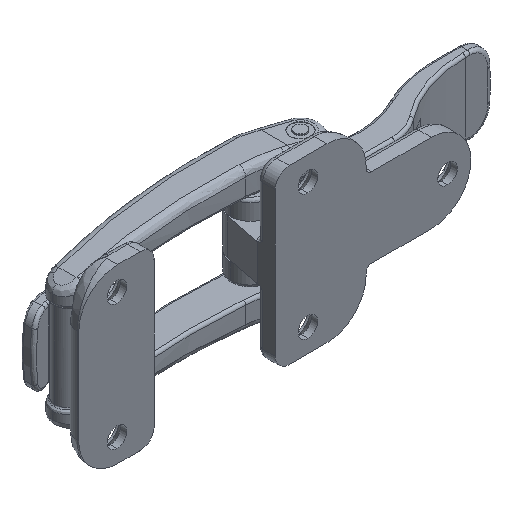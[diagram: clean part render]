
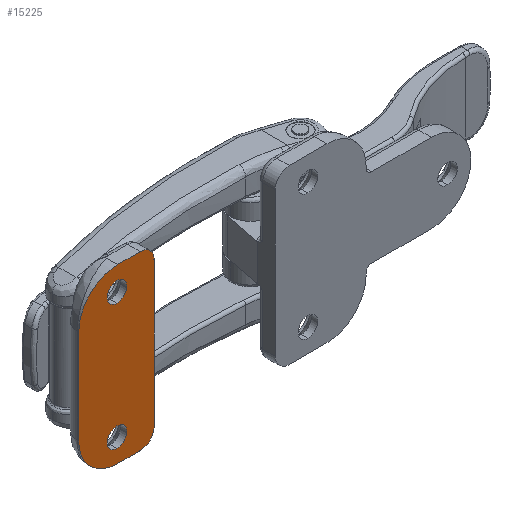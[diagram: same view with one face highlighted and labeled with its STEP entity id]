
A CAD part, isometric view. The second image highlights one B-rep face of the part: STEP entity #15225.
In plain terms, the highlighted planar face has unit normal (0, -1, 0).
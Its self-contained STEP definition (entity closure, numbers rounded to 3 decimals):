
#430 = ORIENTED_EDGE ( 'NONE', *, *, #6273, .T. ) ;
#431 = ORIENTED_EDGE ( 'NONE', *, *, #6274, .T. ) ;
#432 = ORIENTED_EDGE ( 'NONE', *, *, #6276, .T. ) ;
#433 = ORIENTED_EDGE ( 'NONE', *, *, #6234, .T. ) ;
#434 = ORIENTED_EDGE ( 'NONE', *, *, #6245, .T. ) ;
#435 = ORIENTED_EDGE ( 'NONE', *, *, #6277, .F. ) ;
#436 = ORIENTED_EDGE ( 'NONE', *, *, #6275, .T. ) ;
#437 = ORIENTED_EDGE ( 'NONE', *, *, #6278, .T. ) ;
#438 = ORIENTED_EDGE ( 'NONE', *, *, #6279, .F. ) ;
#439 = ORIENTED_EDGE ( 'NONE', *, *, #6280, .T. ) ;
#440 = ORIENTED_EDGE ( 'NONE', *, *, #6272, .T. ) ;
#441 = ORIENTED_EDGE ( 'NONE', *, *, #6281, .T. ) ;
#4451 = VERTEX_POINT ( 'NONE', #9660 ) ;
#4456 = VERTEX_POINT ( 'NONE', #9665 ) ;
#4464 = VERTEX_POINT ( 'NONE', #9673 ) ;
#4669 = VERTEX_POINT ( 'NONE', #9878 ) ;
#4671 = VERTEX_POINT ( 'NONE', #9880 ) ;
#4674 = VERTEX_POINT ( 'NONE', #9883 ) ;
#4676 = VERTEX_POINT ( 'NONE', #9885 ) ;
#4680 = VERTEX_POINT ( 'NONE', #9889 ) ;
#4682 = VERTEX_POINT ( 'NONE', #9891 ) ;
#4691 = VERTEX_POINT ( 'NONE', #9900 ) ;
#4700 = VERTEX_POINT ( 'NONE', #9909 ) ;
#4706 = VERTEX_POINT ( 'NONE', #9915 ) ;
#4810 = EDGE_LOOP ( 'NONE', ( #431, #434 ) ) ;
#4811 = EDGE_LOOP ( 'NONE', ( #432, #436, #435, #437, #438, #439, #440, #441 ) ) ;
#4866 = EDGE_LOOP ( 'NONE', ( #430, #433 ) ) ;
#6234 = EDGE_CURVE ( 'NONE', #4456, #4464, #14926, .T. ) ;
#6245 = EDGE_CURVE ( 'NONE', #4671, #4451, #14930, .T. ) ;
#6272 = EDGE_CURVE ( 'NONE', #4691, #4706, #14158, .T. ) ;
#6273 = EDGE_CURVE ( 'NONE', #4464, #4456, #14933, .T. ) ;
#6274 = EDGE_CURVE ( 'NONE', #4451, #4671, #14934, .T. ) ;
#6275 = EDGE_CURVE ( 'NONE', #4676, #4669, #14935, .T. ) ;
#6276 = EDGE_CURVE ( 'NONE', #4700, #4676, #14170, .T. ) ;
#6277 = EDGE_CURVE ( 'NONE', #4674, #4669, #14173, .T. ) ;
#6278 = EDGE_CURVE ( 'NONE', #4674, #4682, #14936, .T. ) ;
#6279 = EDGE_CURVE ( 'NONE', #4680, #4682, #14179, .T. ) ;
#6280 = EDGE_CURVE ( 'NONE', #4680, #4691, #14937, .T. ) ;
#6281 = EDGE_CURVE ( 'NONE', #4706, #4700, #14938, .T. ) ;
#9660 = CARTESIAN_POINT ( 'NONE',  ( 0., 0., 15.6 ) ) ;
#9665 = CARTESIAN_POINT ( 'NONE',  ( 0., 0., -11.4 ) ) ;
#9673 = CARTESIAN_POINT ( 'NONE',  ( 0., 0., -15.6 ) ) ;
#9878 = CARTESIAN_POINT ( 'NONE',  ( 8., 0., -15.5 ) ) ;
#9880 = CARTESIAN_POINT ( 'NONE',  ( 0., 0., 11.4 ) ) ;
#9883 = CARTESIAN_POINT ( 'NONE',  ( 8., 0., 15.5 ) ) ;
#9885 = CARTESIAN_POINT ( 'NONE',  ( 5., 0., -18.5 ) ) ;
#9889 = CARTESIAN_POINT ( 'NONE',  ( 0.2, 0., 18.5 ) ) ;
#9891 = CARTESIAN_POINT ( 'NONE',  ( 5., 0., 18.5 ) ) ;
#9900 = CARTESIAN_POINT ( 'NONE',  ( -8.2, 0., 10.1 ) ) ;
#9909 = CARTESIAN_POINT ( 'NONE',  ( 0.2, 0., -18.5 ) ) ;
#9915 = CARTESIAN_POINT ( 'NONE',  ( -8.2, 0., -10.1 ) ) ;
#12303 = PLANE ( 'NONE',  #16243 ) ;
#12304 = CARTESIAN_POINT ( 'NONE',  ( -8.2, 0., 18.5 ) ) ;
#12305 = DIRECTION ( 'NONE',  ( 0., 1., 0. ) ) ;
#12306 = DIRECTION ( 'NONE',  ( 0., 0., 1. ) ) ;
#14001 = CARTESIAN_POINT ( 'NONE',  ( 0., 0., -13.5 ) ) ;
#14008 = DIRECTION ( 'NONE',  ( 0., 1., 0. ) ) ;
#14009 = DIRECTION ( 'NONE',  ( 0., 0., 1. ) ) ;
#14039 = CARTESIAN_POINT ( 'NONE',  ( 0., 0., 13.5 ) ) ;
#14046 = DIRECTION ( 'NONE',  ( 0., 1., 0. ) ) ;
#14047 = DIRECTION ( 'NONE',  ( 0., 0., 1. ) ) ;
#14145 = CARTESIAN_POINT ( 'NONE',  ( 0., 0., -13.5 ) ) ;
#14158 = LINE ( 'NONE', #14159, #15671 ) ;
#14159 = CARTESIAN_POINT ( 'NONE',  ( -8.2, 0., 18.5 ) ) ;
#14160 = DIRECTION ( 'NONE',  ( 0., 0., -1. ) ) ;
#14161 = DIRECTION ( 'NONE',  ( 0., 1., 0. ) ) ;
#14162 = DIRECTION ( 'NONE',  ( 0., 0., 1. ) ) ;
#14163 = CARTESIAN_POINT ( 'NONE',  ( 0., 0., 13.5 ) ) ;
#14164 = DIRECTION ( 'NONE',  ( 0., 1., 0. ) ) ;
#14165 = DIRECTION ( 'NONE',  ( 0., 0., 1. ) ) ;
#14166 = CARTESIAN_POINT ( 'NONE',  ( 5., 0., -15.5 ) ) ;
#14167 = DIRECTION ( 'NONE',  ( 0., -1., 0. ) ) ;
#14168 = DIRECTION ( 'NONE',  ( 0., 0., 1. ) ) ;
#14169 = CARTESIAN_POINT ( 'NONE',  ( 5., 0., 15.5 ) ) ;
#14170 = LINE ( 'NONE', #14171, #15687 ) ;
#14171 = CARTESIAN_POINT ( 'NONE',  ( -8.2, 0., -18.5 ) ) ;
#14172 = DIRECTION ( 'NONE',  ( 1., 0., 0. ) ) ;
#14173 = LINE ( 'NONE', #14174, #15735 ) ;
#14174 = CARTESIAN_POINT ( 'NONE',  ( 8., 0., 18.5 ) ) ;
#14175 = DIRECTION ( 'NONE',  ( 0., 0., -1. ) ) ;
#14176 = DIRECTION ( 'NONE',  ( 0., -1., 0. ) ) ;
#14177 = DIRECTION ( 'NONE',  ( 0., 0., 1. ) ) ;
#14178 = CARTESIAN_POINT ( 'NONE',  ( 0.2, 0., 10.1 ) ) ;
#14179 = LINE ( 'NONE', #14180, #15742 ) ;
#14180 = CARTESIAN_POINT ( 'NONE',  ( -8.2, 0., 18.5 ) ) ;
#14181 = DIRECTION ( 'NONE',  ( 1., 0., 0. ) ) ;
#14182 = DIRECTION ( 'NONE',  ( 0., -1., 0. ) ) ;
#14183 = DIRECTION ( 'NONE',  ( 0., 0., 1. ) ) ;
#14184 = CARTESIAN_POINT ( 'NONE',  ( 0.2, 0., -10.1 ) ) ;
#14185 = DIRECTION ( 'NONE',  ( 0., -1., 0. ) ) ;
#14186 = DIRECTION ( 'NONE',  ( 0., 0., 1. ) ) ;
#14926 = CIRCLE ( 'NONE', #15640, 2.1 ) ;
#14930 = CIRCLE ( 'NONE', #15718, 2.1 ) ;
#14933 = CIRCLE ( 'NONE', #15750, 2.1 ) ;
#14934 = CIRCLE ( 'NONE', #15653, 2.1 ) ;
#14935 = CIRCLE ( 'NONE', #15686, 3. ) ;
#14936 = CIRCLE ( 'NONE', #15738, 3. ) ;
#14937 = CIRCLE ( 'NONE', #15757, 8.4 ) ;
#14938 = CIRCLE ( 'NONE', #15669, 8.4 ) ;
#15225 = ADVANCED_FACE ( 'NONE', ( #16233, #16239, #16241 ), #12303, .F. ) ;
#15640 = AXIS2_PLACEMENT_3D ( 'NONE', #14001, #14008, #14009 ) ;
#15653 = AXIS2_PLACEMENT_3D ( 'NONE', #14163, #14164, #14165 ) ;
#15669 = AXIS2_PLACEMENT_3D ( 'NONE', #14184, #14185, #14186 ) ;
#15671 = VECTOR ( 'NONE', #14160, 1000. ) ;
#15686 = AXIS2_PLACEMENT_3D ( 'NONE', #14166, #14167, #14168 ) ;
#15687 = VECTOR ( 'NONE', #14172, 1000. ) ;
#15718 = AXIS2_PLACEMENT_3D ( 'NONE', #14039, #14046, #14047 ) ;
#15735 = VECTOR ( 'NONE', #14175, 1000. ) ;
#15738 = AXIS2_PLACEMENT_3D ( 'NONE', #14169, #14176, #14177 ) ;
#15742 = VECTOR ( 'NONE', #14181, 1000. ) ;
#15750 = AXIS2_PLACEMENT_3D ( 'NONE', #14145, #14161, #14162 ) ;
#15757 = AXIS2_PLACEMENT_3D ( 'NONE', #14178, #14182, #14183 ) ;
#16233 = FACE_BOUND ( 'NONE', #4866, .T. ) ;
#16239 = FACE_BOUND ( 'NONE', #4810, .T. ) ;
#16241 = FACE_OUTER_BOUND ( 'NONE', #4811, .T. ) ;
#16243 = AXIS2_PLACEMENT_3D ( 'NONE', #12304, #12305, #12306 ) ;
